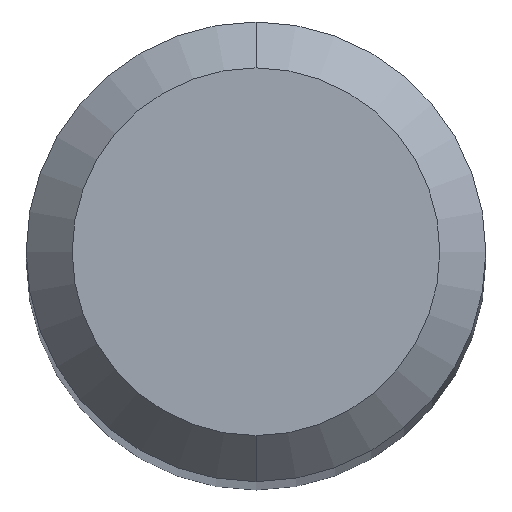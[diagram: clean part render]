
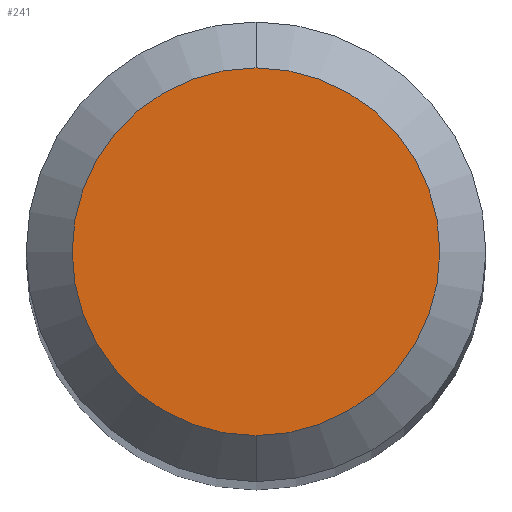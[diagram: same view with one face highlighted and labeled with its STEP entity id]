
A CAD part, top view. The second image highlights one B-rep face of the part: STEP entity #241.
In plain terms, the highlighted planar face has unit normal (0, 0, 1).
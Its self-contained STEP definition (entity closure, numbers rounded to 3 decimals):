
#195=VERTEX_POINT('',#489);
#197=EDGE_CURVE('',#195,#435,#491,.T.);
#241=ADVANCED_FACE('',(#541),#542,.T.);
#315=EDGE_CURVE('',#435,#195,#622,.T.);
#435=VERTEX_POINT('',#752);
#489=CARTESIAN_POINT('',(0.0,1.2,30.422));
#491=CIRCLE('',#855,1.2);
#541=FACE_OUTER_BOUND('',#946,.T.);
#542=PLANE('',#947);
#622=CIRCLE('',#1143,1.2);
#752=CARTESIAN_POINT('',(0.,-1.2,30.422));
#855=AXIS2_PLACEMENT_3D('',#1459,#1460,#1461);
#946=EDGE_LOOP('',(#1525,#1526));
#947=AXIS2_PLACEMENT_3D('',#1527,#1528,#1529);
#1143=AXIS2_PLACEMENT_3D('',#1612,#1613,#1614);
#1459=CARTESIAN_POINT('',(0.0,0.0,30.422));
#1460=DIRECTION('',(0.0,0.0,-1.0));
#1461=DIRECTION('',(0.0,1.0,0.0));
#1525=ORIENTED_EDGE('',*,*,#197,.F.);
#1526=ORIENTED_EDGE('',*,*,#315,.F.);
#1527=CARTESIAN_POINT('',(0.0,0.6,30.422));
#1528=DIRECTION('',(-0.0,0.0,1.0));
#1529=DIRECTION('',(0.0,-1.0,0.0));
#1612=CARTESIAN_POINT('',(0.0,0.0,30.422));
#1613=DIRECTION('',(0.0,0.0,-1.0));
#1614=DIRECTION('',(0.0,1.0,0.0));
